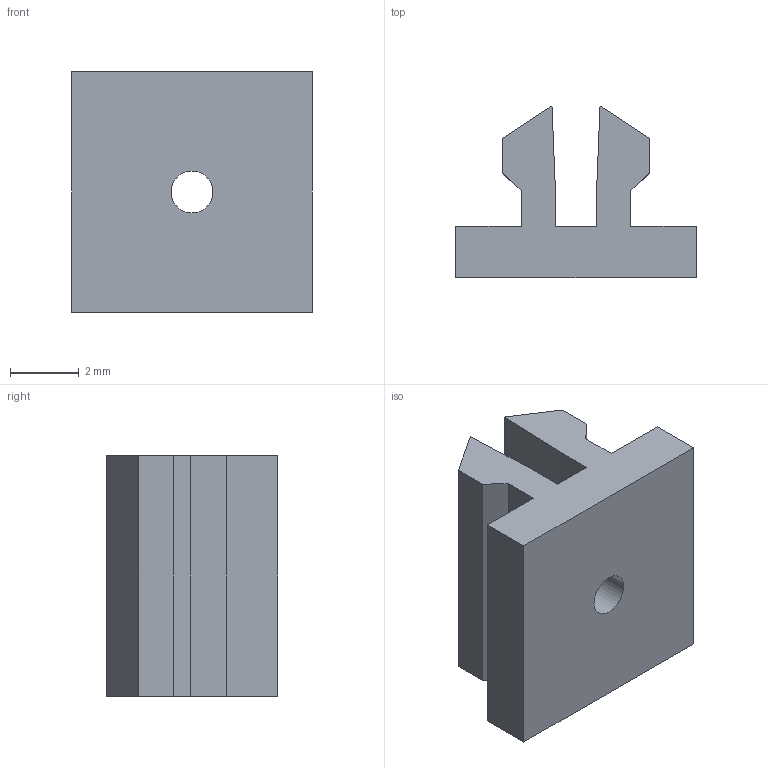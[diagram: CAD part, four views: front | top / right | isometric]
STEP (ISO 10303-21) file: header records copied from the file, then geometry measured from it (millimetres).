
FILE_DESCRIPTION(/* description */ (''),/* implementation_level */ '2;1');
FILE_NAME(/* name */ '1515_SnapIn_LDO.step',/* time_stamp */ '2020-12-10T16:53:37+01:00',/* author */ (''),/* organization */ (''),/* preprocessor_version */ 'ST-DEVELOPER v18.1',/* originating_system */ 'Autodesk Translation Framework v9.7.1.1290',/* authorisation */ '');
FILE_SCHEMA (('AUTOMOTIVE_DESIGN { 1 0 10303 214 3 1 1 }'));
Length unit declared in the file: millimetre
Products named in the file (1): 1515_SnapIn_LDO
Bounding box: 7 x 5 x 7 mm (x, y, z)
Volume: 126.3 mm3; surface area: 257.4 mm2
Topology: 1 solids, 1 shells, 24 faces, 65 edges, 42 vertices
Faces by surface type: plane 23, cylinder 1
Full cylindrical faces by diameter (mm): 1.221 x1
Entity records: 780 total; most frequent: CARTESIAN_POINT 132, ORIENTED_EDGE 130, DIRECTION 121, EDGE_CURVE 65, LINE 59, VECTOR 59, VERTEX_POINT 42, AXIS2_PLACEMENT_3D 31
